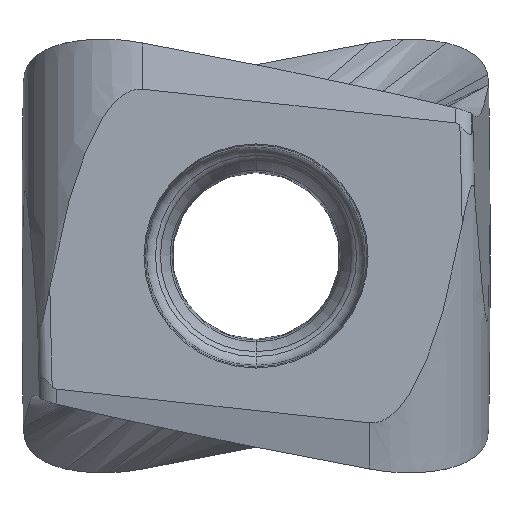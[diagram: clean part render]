
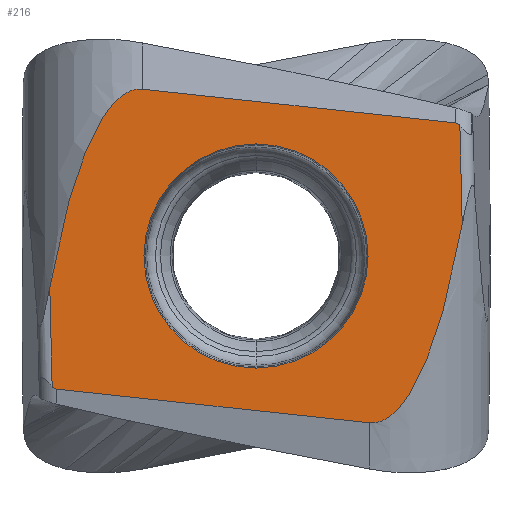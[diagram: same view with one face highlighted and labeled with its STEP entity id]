
A CAD part, front view. The second image highlights one B-rep face of the part: STEP entity #216.
In plain terms, the highlighted planar face has unit normal (0, -1, 0).
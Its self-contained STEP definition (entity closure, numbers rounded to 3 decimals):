
#63=FACE_BOUND('',#486,.T.);
#64=FACE_BOUND('',#487,.T.);
#93=PLANE('',#2473);
#216=ADVANCED_FACE('',(#63,#64),#93,.T.);
#486=EDGE_LOOP('',(#1057,#1058,#1059,#1060,#1061,#1062,#1063,#1064));
#487=EDGE_LOOP('',(#1065,#1066,#1067,#1068));
#623=LINE('',#6126,#730);
#624=LINE('',#6128,#731);
#625=LINE('',#6140,#732);
#626=LINE('',#6153,#733);
#730=VECTOR('',#2686,1.);
#731=VECTOR('',#2689,1.);
#732=VECTOR('',#2690,1.);
#733=VECTOR('',#2691,1.);
#1057=ORIENTED_EDGE('',*,*,#1863,.F.);
#1058=ORIENTED_EDGE('',*,*,#1858,.F.);
#1059=ORIENTED_EDGE('',*,*,#1862,.T.);
#1060=ORIENTED_EDGE('',*,*,#1864,.T.);
#1061=ORIENTED_EDGE('',*,*,#1865,.F.);
#1062=ORIENTED_EDGE('',*,*,#1866,.F.);
#1063=ORIENTED_EDGE('',*,*,#1867,.T.);
#1064=ORIENTED_EDGE('',*,*,#1707,.T.);
#1065=ORIENTED_EDGE('',*,*,#1868,.T.);
#1066=ORIENTED_EDGE('',*,*,#1869,.T.);
#1067=ORIENTED_EDGE('',*,*,#1870,.T.);
#1068=ORIENTED_EDGE('',*,*,#1871,.T.);
#1489=VERTEX_POINT('',#3284);
#1490=VERTEX_POINT('',#3295);
#1591=VERTEX_POINT('',#6099);
#1592=VERTEX_POINT('',#6100);
#1593=VERTEX_POINT('',#6125);
#1594=VERTEX_POINT('',#6139);
#1595=VERTEX_POINT('',#6141);
#1596=VERTEX_POINT('',#6152);
#1597=VERTEX_POINT('',#6155);
#1598=VERTEX_POINT('',#6156);
#1599=VERTEX_POINT('',#6158);
#1600=VERTEX_POINT('',#6160);
#1707=EDGE_CURVE('',#1490,#1489,#2079,.T.);
#1858=EDGE_CURVE('',#1591,#1592,#2179,.T.);
#1862=EDGE_CURVE('',#1591,#1593,#623,.T.);
#1863=EDGE_CURVE('',#1592,#1489,#624,.T.);
#1864=EDGE_CURVE('',#1593,#1594,#2181,.T.);
#1865=EDGE_CURVE('',#1595,#1594,#625,.T.);
#1866=EDGE_CURVE('',#1596,#1595,#2182,.T.);
#1867=EDGE_CURVE('',#1596,#1490,#626,.T.);
#1868=EDGE_CURVE('',#1597,#1598,#2312,.T.);
#1869=EDGE_CURVE('',#1598,#1599,#2313,.T.);
#1870=EDGE_CURVE('',#1599,#1600,#2314,.T.);
#1871=EDGE_CURVE('',#1600,#1597,#2315,.T.);
#2079=B_SPLINE_CURVE_WITH_KNOTS('',3,(#3285,#3286,#3287,#3288,#3289,#3290,
#3291,#3292,#3293,#3294),.UNSPECIFIED.,.F.,.F.,(4,2,2,2,4),(0.,0.125,0.25,
0.5,1.),.UNSPECIFIED.);
#2179=B_SPLINE_CURVE_WITH_KNOTS('',3,(#6089,#6090,#6091,#6092,#6093,#6094,
#6095,#6096,#6097,#6098),.UNSPECIFIED.,.F.,.F.,(4,1,1,1,1,1,1,4),(0.,0.143,
0.286,0.429,0.571,0.714,0.857,
1.),.UNSPECIFIED.);
#2181=B_SPLINE_CURVE_WITH_KNOTS('',3,(#6129,#6130,#6131,#6132,#6133,#6134,
#6135,#6136,#6137,#6138),.UNSPECIFIED.,.F.,.F.,(4,2,2,2,4),(0.,0.125,0.25,
0.5,1.),.UNSPECIFIED.);
#2182=B_SPLINE_CURVE_WITH_KNOTS('',3,(#6142,#6143,#6144,#6145,#6146,#6147,
#6148,#6149,#6150,#6151),.UNSPECIFIED.,.F.,.F.,(4,1,1,1,1,1,1,4),(0.,0.143,
0.286,0.429,0.571,0.714,0.857,
1.),.UNSPECIFIED.);
#2312=CIRCLE('',#2469,2.988);
#2313=CIRCLE('',#2470,2.988);
#2314=CIRCLE('',#2471,2.988);
#2315=CIRCLE('',#2472,2.988);
#2469=AXIS2_PLACEMENT_3D('',#6154,#2692,#2693);
#2470=AXIS2_PLACEMENT_3D('',#6157,#2694,#2695);
#2471=AXIS2_PLACEMENT_3D('',#6159,#2696,#2697);
#2472=AXIS2_PLACEMENT_3D('',#6161,#2698,#2699);
#2473=AXIS2_PLACEMENT_3D('',#6162,#2700,#2701);
#2686=DIRECTION('',(0.994,0.,-0.107));
#2689=DIRECTION('',(-0.024,0.,1.));
#2690=DIRECTION('',(0.024,0.,-1.));
#2691=DIRECTION('',(-0.994,0.,0.107));
#2692=DIRECTION('',(0.,1.,0.));
#2693=DIRECTION('',(-0.005,0.,-1.));
#2694=DIRECTION('',(0.,1.,0.));
#2695=DIRECTION('',(0.,0.,1.));
#2696=DIRECTION('',(0.,1.,0.));
#2697=DIRECTION('',(0.005,0.,1.));
#2698=DIRECTION('',(0.,1.,0.));
#2699=DIRECTION('',(0.,0.,-1.));
#2700=DIRECTION('',(0.,-1.,0.));
#2701=DIRECTION('',(1.,0.,0.024));
#3284=CARTESIAN_POINT('',(-5.5,0.,-0.835));
#3285=CARTESIAN_POINT('',(-3.025,0.,4.448));
#3286=CARTESIAN_POINT('',(-3.286,0.,4.476));
#3287=CARTESIAN_POINT('',(-3.531,0.,4.334));
#3288=CARTESIAN_POINT('',(-3.902,0.,3.977));
#3289=CARTESIAN_POINT('',(-4.049,0.,3.761));
#3290=CARTESIAN_POINT('',(-4.431,0.,3.099));
#3291=CARTESIAN_POINT('',(-4.619,0.,2.616));
#3292=CARTESIAN_POINT('',(-5.103,0.,1.166));
#3293=CARTESIAN_POINT('',(-5.321,0.,0.171));
#3294=CARTESIAN_POINT('',(-5.5,0.,-0.835));
#3295=CARTESIAN_POINT('',(-3.025,0.,4.448));
#6089=CARTESIAN_POINT('',(-5.32,0.,-3.55));
#6090=CARTESIAN_POINT('',(-5.325,0.,-3.549));
#6091=CARTESIAN_POINT('',(-5.334,0.,-3.547));
#6092=CARTESIAN_POINT('',(-5.349,0.,-3.543));
#6093=CARTESIAN_POINT('',(-5.365,0.,-3.536));
#6094=CARTESIAN_POINT('',(-5.382,0.,-3.526));
#6095=CARTESIAN_POINT('',(-5.4,0.,-3.513));
#6096=CARTESIAN_POINT('',(-5.418,0.,-3.496));
#6097=CARTESIAN_POINT('',(-5.431,0.,-3.482));
#6098=CARTESIAN_POINT('',(-5.437,0.,-3.475));
#6099=CARTESIAN_POINT('',(-5.32,0.,-3.55));
#6100=CARTESIAN_POINT('',(-5.437,0.,-3.475));
#6125=CARTESIAN_POINT('',(3.025,0.,-4.448));
#6126=CARTESIAN_POINT('',(-5.32,0.,-3.55));
#6128=CARTESIAN_POINT('',(-5.437,0.,-3.475));
#6129=CARTESIAN_POINT('',(3.025,0.,-4.448));
#6130=CARTESIAN_POINT('',(3.286,0.,-4.476));
#6131=CARTESIAN_POINT('',(3.531,0.,-4.334));
#6132=CARTESIAN_POINT('',(3.902,0.,-3.977));
#6133=CARTESIAN_POINT('',(4.049,0.,-3.761));
#6134=CARTESIAN_POINT('',(4.431,0.,-3.099));
#6135=CARTESIAN_POINT('',(4.619,0.,-2.616));
#6136=CARTESIAN_POINT('',(5.103,0.,-1.166));
#6137=CARTESIAN_POINT('',(5.321,0.,-0.171));
#6138=CARTESIAN_POINT('',(5.5,0.,0.835));
#6139=CARTESIAN_POINT('',(5.5,0.,0.835));
#6140=CARTESIAN_POINT('',(5.437,0.,3.475));
#6141=CARTESIAN_POINT('',(5.437,0.,3.475));
#6142=CARTESIAN_POINT('',(5.32,0.,3.55));
#6143=CARTESIAN_POINT('',(5.325,0.,3.549));
#6144=CARTESIAN_POINT('',(5.334,0.,3.547));
#6145=CARTESIAN_POINT('',(5.349,0.,3.543));
#6146=CARTESIAN_POINT('',(5.365,0.,3.536));
#6147=CARTESIAN_POINT('',(5.382,0.,3.526));
#6148=CARTESIAN_POINT('',(5.4,0.,3.513));
#6149=CARTESIAN_POINT('',(5.418,0.,3.496));
#6150=CARTESIAN_POINT('',(5.431,0.,3.482));
#6151=CARTESIAN_POINT('',(5.437,0.,3.475));
#6152=CARTESIAN_POINT('',(5.32,0.,3.55));
#6153=CARTESIAN_POINT('',(5.32,0.,3.55));
#6154=CARTESIAN_POINT('',(0.,0.,0.));
#6155=CARTESIAN_POINT('',(-0.016,0.,-2.988));
#6156=CARTESIAN_POINT('',(0.,0.,2.988));
#6157=CARTESIAN_POINT('',(0.,0.,0.));
#6158=CARTESIAN_POINT('',(0.016,0.,2.988));
#6159=CARTESIAN_POINT('',(0.,0.,0.));
#6160=CARTESIAN_POINT('',(0.,0.,-2.988));
#6161=CARTESIAN_POINT('',(0.,0.,0.));
#6162=CARTESIAN_POINT('',(-5.351,0.,-7.129));
